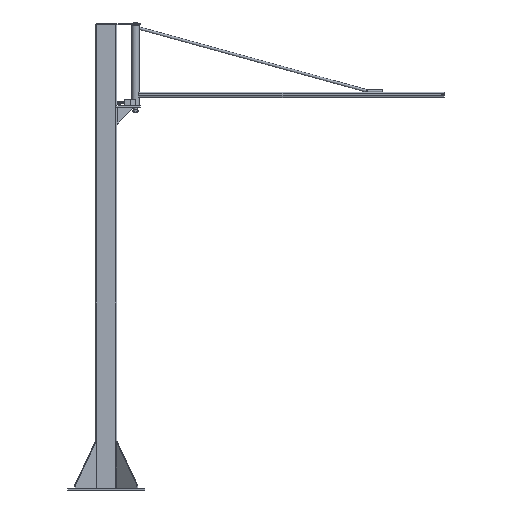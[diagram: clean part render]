
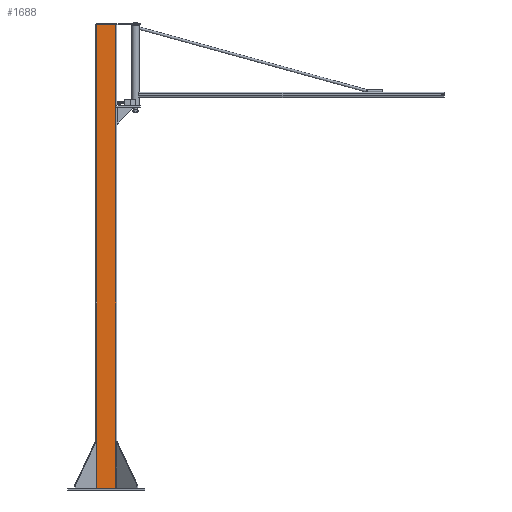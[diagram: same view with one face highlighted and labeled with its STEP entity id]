
A CAD part, front view. The second image highlights one B-rep face of the part: STEP entity #1688.
In plain terms, the highlighted planar face has unit normal (0, -1, 0).
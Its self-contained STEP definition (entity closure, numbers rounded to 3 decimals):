
#1688=ADVANCED_FACE('',(#3000),#3001,.T.);
#3000=FACE_OUTER_BOUND('',#6328,.T.);
#3001=PLANE('',#6329);
#6328=EDGE_LOOP('',(#9293,#9294,#9295,#9296));
#6329=AXIS2_PLACEMENT_3D('',#9297,#9298,#9299);
#9293=ORIENTED_EDGE('',*,*,#11141,.T.);
#9294=ORIENTED_EDGE('',*,*,#11183,.F.);
#9295=ORIENTED_EDGE('',*,*,#11226,.T.);
#9296=ORIENTED_EDGE('',*,*,#11227,.T.);
#9297=CARTESIAN_POINT('',(0.,-70.,590.));
#9298=DIRECTION('',(0.,-1.,0.));
#9299=DIRECTION('',(1.,0.,0.));
#11141=EDGE_CURVE('',#12556,#12554,#12557,.T.);
#11183=EDGE_CURVE('',#12614,#12554,#12616,.T.);
#11226=EDGE_CURVE('',#12614,#12670,#12671,.T.);
#11227=EDGE_CURVE('',#12670,#12556,#12672,.T.);
#12554=VERTEX_POINT('',#16087);
#12556=VERTEX_POINT('',#16089);
#12557=LINE('',#16090,#16091);
#12614=VERTEX_POINT('',#16178);
#12616=LINE('',#16180,#16181);
#12670=VERTEX_POINT('',#16329);
#12671=LINE('',#16330,#16331);
#12672=LINE('',#16332,#16333);
#16087=CARTESIAN_POINT('',(-62.5,-70.,3590.));
#16089=CARTESIAN_POINT('',(62.5,-70.,3590.));
#16090=CARTESIAN_POINT('',(-62.5,-70.,3590.));
#16091=VECTOR('',#17880,1.);
#16178=CARTESIAN_POINT('',(-62.5,-70.,590.));
#16180=CARTESIAN_POINT('',(-62.5,-70.,590.));
#16181=VECTOR('',#17932,1.);
#16329=CARTESIAN_POINT('',(62.5,-70.,590.));
#16330=CARTESIAN_POINT('',(-62.5,-70.,590.));
#16331=VECTOR('',#17958,1.);
#16332=CARTESIAN_POINT('',(62.5,-70.,590.));
#16333=VECTOR('',#17959,1.);
#17880=DIRECTION('',(-1.,0.,0.));
#17932=DIRECTION('',(0.,0.,1.));
#17958=DIRECTION('',(1.,0.,0.));
#17959=DIRECTION('',(0.,0.,1.));
